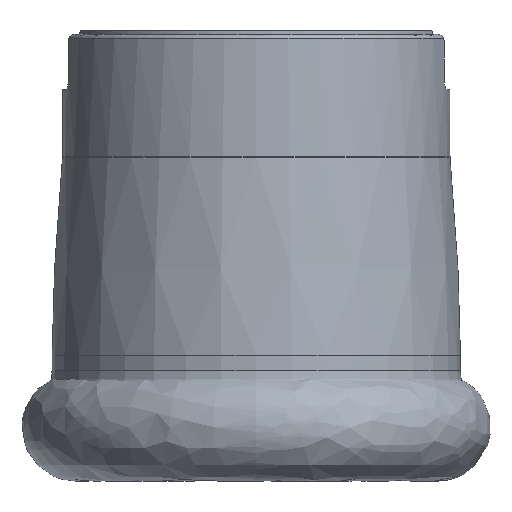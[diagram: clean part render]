
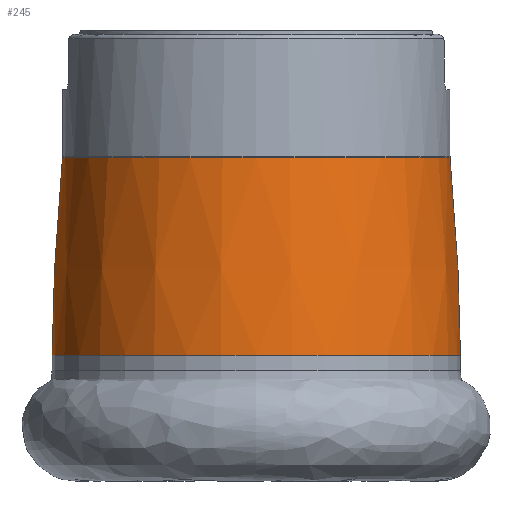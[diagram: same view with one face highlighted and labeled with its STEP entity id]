
A CAD part, left-side view. The second image highlights one B-rep face of the part: STEP entity #245.
In plain terms, the highlighted face is a revolution surface.
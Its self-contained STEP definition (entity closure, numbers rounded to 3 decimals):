
#194=SURFACE_OF_REVOLUTION('',#196,#195);
#195=AXIS1_PLACEMENT('',#1336,#1085);
#196=B_SPLINE_CURVE_WITH_KNOTS('',3,(#1332,#1333,#1334,#1335),
 .UNSPECIFIED.,.F.,.F.,(4,4),(0.,1.),.UNSPECIFIED.);
#245=ADVANCED_FACE('CN_SU3',(#326,#327),#194,.F.);
#326=FACE_BOUND('',#375,.T.);
#327=FACE_BOUND('',#376,.T.);
#375=EDGE_LOOP('',(#447));
#376=EDGE_LOOP('',(#448));
#447=ORIENTED_EDGE('',*,*,#699,.T.);
#448=ORIENTED_EDGE('',*,*,#700,.F.);
#627=VERTEX_POINT('',#1325);
#628=VERTEX_POINT('',#1331);
#699=EDGE_CURVE('',#627,#627,#794,.T.);
#700=EDGE_CURVE('',#628,#628,#795,.T.);
#794=CIRCLE('',#935,22.655);
#795=CIRCLE('',#940,21.503);
#935=AXIS2_PLACEMENT_3D('',#1324,#1073,#1074);
#940=AXIS2_PLACEMENT_3D('',#1330,#1083,#1084);
#1073=DIRECTION('',(0.,0.,1.));
#1074=DIRECTION('',(0.,1.,0.));
#1083=DIRECTION('',(0.,0.,1.));
#1084=DIRECTION('',(0.,1.,0.));
#1085=DIRECTION('',(0.,0.,1.));
#1324=CARTESIAN_POINT('',(0.,0.,-35.999));
#1325=CARTESIAN_POINT('',(0.,22.655,-35.999));
#1330=CARTESIAN_POINT('',(0.,0.,-14.066));
#1331=CARTESIAN_POINT('',(0.,21.503,-14.066));
#1332=CARTESIAN_POINT('',(-21.503,0.,-14.066));
#1333=CARTESIAN_POINT('',(-22.106,0.,-21.367));
#1334=CARTESIAN_POINT('',(-22.655,0.,-28.676));
#1335=CARTESIAN_POINT('',(-22.655,0.,-35.999));
#1336=CARTESIAN_POINT('',(0.,0.,1.));
